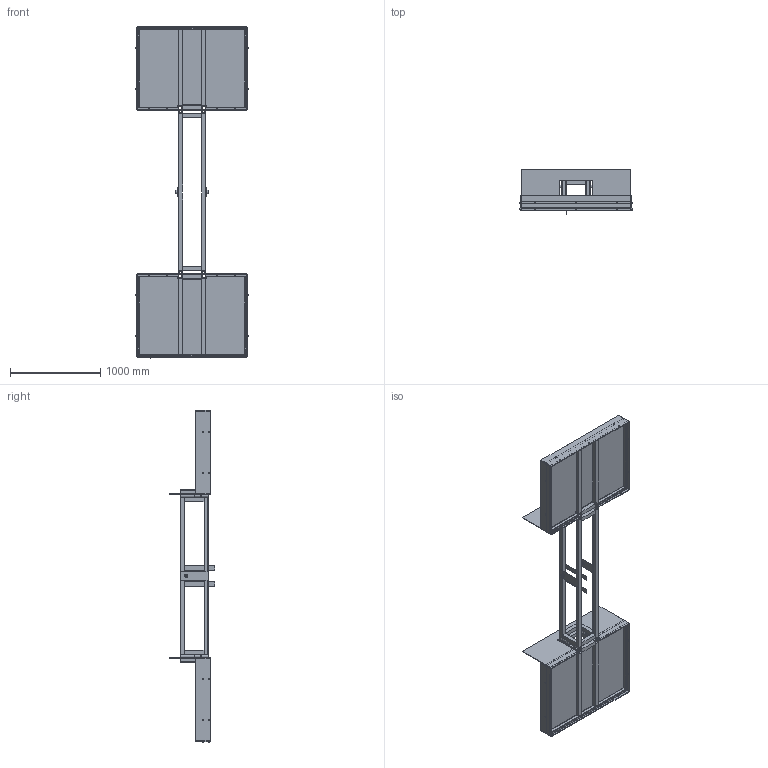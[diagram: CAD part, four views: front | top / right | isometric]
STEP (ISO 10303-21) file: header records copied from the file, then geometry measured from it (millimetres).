
FILE_DESCRIPTION(/* description */ (''),/* implementation_level */ '2;1');
FILE_NAME(/* name */ 'Switch Arm_sldasm.stp',/* time_stamp */ '2018-01-12T11:20:55-05:00',/* author */ (''),/* organization */ (''),/* preprocessor_version */ 'ST-DEVELOPER v16',/* originating_system */ 'SIEMENS PLM Software NX 11.0',/* authorisation */ '');
FILE_SCHEMA (('AUTOMOTIVE_DESIGN { 1 0 10303 214 3 1 1 1 }'));
Length unit declared in the file: millimetre
Products named in the file (305): Body_306_sldprt; Body_305_sldprt; Body_304_sldprt; Body_303_sldprt; Body_302_sldprt; Body_301_sldprt; Body_300_sldprt; Body_299_sldprt; Body_298_sldprt; Body_297_sldprt; Body_296_sldprt; Body_295_sldprt; Body_294_sldprt; Body_293_sldprt; Body_292_sldprt; Body_291_sldprt; Body_290_sldprt; Body_289_sldprt; Body_288_sldprt; Body_287_sldprt; Body_286_sldprt; Body_285_sldprt; Body_284_sldprt; Body_283_sldprt; Body_282_sldprt; Body_281_sldprt; Body_280_sldprt; Body_279_sldprt; Body_278_sldprt; Body_277_sldprt; Body_276_sldprt; Body_275_sldprt; Body_274_sldprt; Body_273_sldprt; Body_272_sldprt; Body_271_sldprt; Body_270_sldprt; Body_269_sldprt; Body_268_sldprt; Body_267_sldprt ...
Assembly tree (304 placements, depth 2):
  Switch Arm_sldasm
    Body_sldprt
    Body_4_sldprt
    Body_5_sldprt
    Body_6_sldprt
    Body_7_sldprt
    Body_8_sldprt
    Body_9_sldprt
    Body_10_sldprt
    Body_11_sldprt
    Body_12_sldprt
    Body_13_sldprt
    Body_14_sldprt
    Body_15_sldprt
    Body_16_sldprt
    Body_17_sldprt
    Body_18_sldprt
    Body_19_sldprt
    Body_20_sldprt
    Body_21_sldprt
    Body_22_sldprt
    Body_23_sldprt
    Body_24_sldprt
    Body_25_sldprt
    Body_26_sldprt
    Body_27_sldprt
    Body_28_sldprt
    Body_29_sldprt
    Body_30_sldprt
    Body_31_sldprt
    Body_32_sldprt
    Body_33_sldprt
    Body_34_sldprt
    Body_35_sldprt
    Body_36_sldprt
    Body_37_sldprt
    Body_38_sldprt
    Body_39_sldprt
    Body_40_sldprt
    Body_41_sldprt
    Body_42_sldprt
    Body_43_sldprt
    Body_44_sldprt
    Body_45_sldprt
    Body_46_sldprt
    Body_47_sldprt
    Body_48_sldprt
    Body_49_sldprt
    Body_50_sldprt
    Body_51_sldprt
    Body_52_sldprt
    Body_53_sldprt
    Body_54_sldprt
    Body_55_sldprt
    Body_56_sldprt
    Body_57_sldprt
    Body_58_sldprt
    Body_59_sldprt
    Body_60_sldprt
    Body_61_sldprt
Bounding box: 1245.02 x 508 x 3684.03 mm (x, y, z)
Surface area: 13121518 mm2 (no closed solid volume)
Topology: 0 solids, 305 shells, 729 faces, 3109 edges, 2621 vertices
Faces by surface type: plane 573, cylinder 82, cone 40, revolution 34
Full cylindrical faces by diameter (mm): 6.35 x4, 19.05 x2, 25.908 x2, 26.67 x4, 35.052 x5, 38.1 x2, 42.164 x4
Entity records: 43174 total; most frequent: CARTESIAN_POINT 10030, DIRECTION 5600, ORIENTED_EDGE 3626, EDGE_CURVE 3004, VERTEX_POINT 2606, AXIS2_PLACEMENT_3D 2000, LINE 1566, VECTOR 1566
